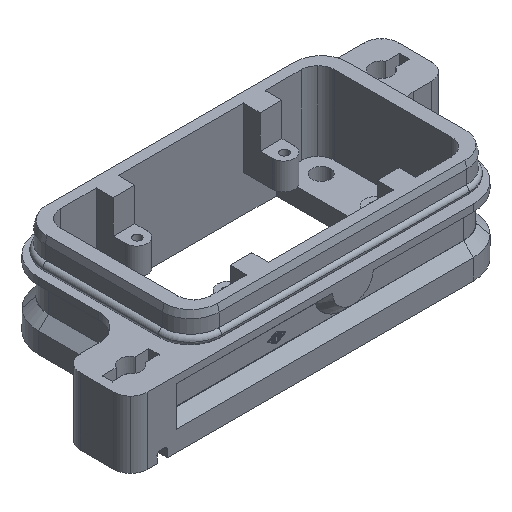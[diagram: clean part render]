
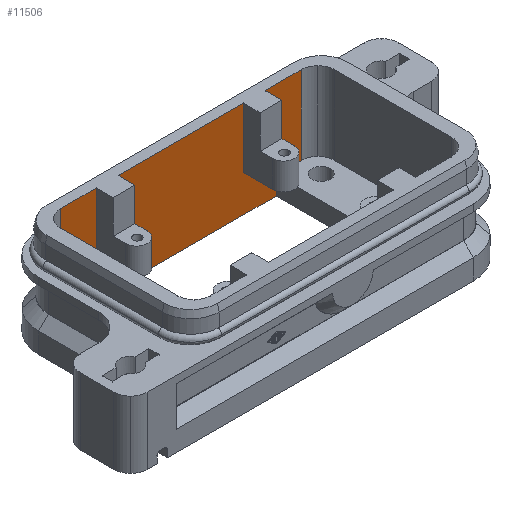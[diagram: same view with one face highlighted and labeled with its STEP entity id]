
A CAD part, isometric view. The second image highlights one B-rep face of the part: STEP entity #11506.
In plain terms, the highlighted planar face has unit normal (0, -1, 0).
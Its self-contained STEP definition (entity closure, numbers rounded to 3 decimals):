
#1520=CARTESIAN_POINT('',(-36.0,22.5,5.5));
#1521=VERTEX_POINT('',#1520);
#1529=CARTESIAN_POINT('',(-36.0,22.5,29.));
#1530=VERTEX_POINT('',#1529);
#1531=CARTESIAN_POINT('',(-36.0,22.5,5.5));
#1532=DIRECTION('',(0.0,0.0,1.0));
#1533=VECTOR('',#1532,23.5);
#1534=LINE('',#1531,#1533);
#1535=EDGE_CURVE('',#1521,#1530,#1534,.T.);
#8351=CARTESIAN_POINT('',(-18.75,22.5,11.0));
#8352=VERTEX_POINT('',#8351);
#8368=CARTESIAN_POINT('',(-25.25,22.5,11.0));
#8369=VERTEX_POINT('',#8368);
#8376=CARTESIAN_POINT('',(-25.25,22.5,11.0));
#8377=DIRECTION('',(1.0,0.0,0.0));
#8378=VECTOR('',#8377,6.5);
#8379=LINE('',#8376,#8378);
#8380=EDGE_CURVE('',#8369,#8352,#8379,.T.);
#8419=CARTESIAN_POINT('',(-25.25,22.5,29.));
#8420=VERTEX_POINT('',#8419);
#8427=CARTESIAN_POINT('',(-25.25,22.5,11.0));
#8428=DIRECTION('',(0.0,0.0,1.0));
#8429=VECTOR('',#8428,18.);
#8430=LINE('',#8427,#8429);
#8431=EDGE_CURVE('',#8369,#8420,#8430,.T.);
#8521=CARTESIAN_POINT('',(-28.5,22.5,0.0));
#8522=VERTEX_POINT('',#8521);
#8523=CARTESIAN_POINT('',(28.5,22.5,0.0));
#8524=VERTEX_POINT('',#8523);
#8525=CARTESIAN_POINT('',(-28.5,22.5,0.0));
#8526=DIRECTION('',(1.0,0.0,0.0));
#8527=VECTOR('',#8526,57.0);
#8528=LINE('',#8525,#8527);
#8529=EDGE_CURVE('',#8522,#8524,#8528,.T.);
#8641=CARTESIAN_POINT('',(-28.5,22.5,5.5));
#8642=VERTEX_POINT('',#8641);
#8649=CARTESIAN_POINT('',(-36.0,22.5,5.5));
#8650=DIRECTION('',(1.0,0.0,0.0));
#8651=VECTOR('',#8650,7.5);
#8652=LINE('',#8649,#8651);
#8653=EDGE_CURVE('',#1521,#8642,#8652,.T.);
#8684=CARTESIAN_POINT('',(-28.5,22.5,5.5));
#8685=DIRECTION('',(0.0,0.0,-1.0));
#8686=VECTOR('',#8685,5.5);
#8687=LINE('',#8684,#8686);
#8688=EDGE_CURVE('',#8642,#8522,#8687,.T.);
#8987=CARTESIAN_POINT('',(-18.75,22.5,29.));
#8988=VERTEX_POINT('',#8987);
#8995=CARTESIAN_POINT('',(18.75,22.5,29.));
#8996=VERTEX_POINT('',#8995);
#8997=CARTESIAN_POINT('',(18.75,22.5,29.));
#8998=DIRECTION('',(-1.0,0.0,0.0));
#8999=VECTOR('',#8998,37.5);
#9000=LINE('',#8997,#8999);
#9001=EDGE_CURVE('',#8996,#8988,#9000,.T.);
#9019=CARTESIAN_POINT('',(25.25,22.5,29.));
#9020=VERTEX_POINT('',#9019);
#9027=CARTESIAN_POINT('',(36.,22.5,29.));
#9028=VERTEX_POINT('',#9027);
#9029=CARTESIAN_POINT('',(36.,22.5,29.));
#9030=DIRECTION('',(-1.0,0.0,0.0));
#9031=VECTOR('',#9030,10.75);
#9032=LINE('',#9029,#9031);
#9033=EDGE_CURVE('',#9028,#9020,#9032,.T.);
#9116=CARTESIAN_POINT('',(-25.25,22.5,29.));
#9117=DIRECTION('',(-1.0,0.0,0.0));
#9118=VECTOR('',#9117,10.75);
#9119=LINE('',#9116,#9118);
#9120=EDGE_CURVE('',#8420,#1530,#9119,.T.);
#9249=CARTESIAN_POINT('',(-18.75,22.5,11.0));
#9250=DIRECTION('',(0.0,0.0,1.0));
#9251=VECTOR('',#9250,18.);
#9252=LINE('',#9249,#9251);
#9253=EDGE_CURVE('',#8352,#8988,#9252,.T.);
#11250=CARTESIAN_POINT('',(25.25,22.5,11.0));
#11251=VERTEX_POINT('',#11250);
#11267=CARTESIAN_POINT('',(18.75,22.5,11.0));
#11268=VERTEX_POINT('',#11267);
#11275=CARTESIAN_POINT('',(18.75,22.5,11.0));
#11276=DIRECTION('',(1.0,0.0,0.0));
#11277=VECTOR('',#11276,6.5);
#11278=LINE('',#11275,#11277);
#11279=EDGE_CURVE('',#11268,#11251,#11278,.T.);
#11386=CARTESIAN_POINT('',(18.75,22.5,11.0));
#11387=DIRECTION('',(0.0,0.0,1.0));
#11388=VECTOR('',#11387,18.);
#11389=LINE('',#11386,#11388);
#11390=EDGE_CURVE('',#11268,#8996,#11389,.T.);
#11416=CARTESIAN_POINT('',(36.,22.5,5.5));
#11417=VERTEX_POINT('',#11416);
#11425=CARTESIAN_POINT('',(28.5,22.5,5.5));
#11426=VERTEX_POINT('',#11425);
#11427=CARTESIAN_POINT('',(28.5,22.5,5.5));
#11428=DIRECTION('',(1.0,0.0,0.0));
#11429=VECTOR('',#11428,7.5);
#11430=LINE('',#11427,#11429);
#11431=EDGE_CURVE('',#11426,#11417,#11430,.T.);
#11462=CARTESIAN_POINT('',(28.5,22.5,0.0));
#11463=DIRECTION('',(0.0,0.0,1.0));
#11464=VECTOR('',#11463,5.5);
#11465=LINE('',#11462,#11464);
#11466=EDGE_CURVE('',#8524,#11426,#11465,.T.);
#11473=CARTESIAN_POINT('',(18.75,22.5,0.0));
#11474=DIRECTION('',(0.0,-1.0,0.0));
#11475=DIRECTION('',(0.0,0.0,-1.0));
#11476=AXIS2_PLACEMENT_3D('',#11473,#11474,#11475);
#11477=PLANE('',#11476);
#11478=ORIENTED_EDGE('',*,*,#8529,.T.);
#11479=ORIENTED_EDGE('',*,*,#11466,.T.);
#11480=ORIENTED_EDGE('',*,*,#11431,.T.);
#11481=CARTESIAN_POINT('',(36.,22.5,29.));
#11482=DIRECTION('',(0.0,0.0,-1.0));
#11483=VECTOR('',#11482,23.5);
#11484=LINE('',#11481,#11483);
#11485=EDGE_CURVE('',#9028,#11417,#11484,.T.);
#11486=ORIENTED_EDGE('',*,*,#11485,.F.);
#11487=ORIENTED_EDGE('',*,*,#9033,.T.);
#11488=CARTESIAN_POINT('',(25.25,22.5,11.0));
#11489=DIRECTION('',(0.0,0.0,1.0));
#11490=VECTOR('',#11489,18.);
#11491=LINE('',#11488,#11490);
#11492=EDGE_CURVE('',#11251,#9020,#11491,.T.);
#11493=ORIENTED_EDGE('',*,*,#11492,.F.);
#11494=ORIENTED_EDGE('',*,*,#11279,.F.);
#11495=ORIENTED_EDGE('',*,*,#11390,.T.);
#11496=ORIENTED_EDGE('',*,*,#9001,.T.);
#11497=ORIENTED_EDGE('',*,*,#9253,.F.);
#11498=ORIENTED_EDGE('',*,*,#8380,.F.);
#11499=ORIENTED_EDGE('',*,*,#8431,.T.);
#11500=ORIENTED_EDGE('',*,*,#9120,.T.);
#11501=ORIENTED_EDGE('',*,*,#1535,.F.);
#11502=ORIENTED_EDGE('',*,*,#8653,.T.);
#11503=ORIENTED_EDGE('',*,*,#8688,.T.);
#11504=EDGE_LOOP('',(#11478,#11479,#11480,#11486,#11487,#11493,#11494,#11495,#11496,#11497,#11498,#11499,#11500,#11501,#11502,#11503));
#11505=FACE_OUTER_BOUND('',#11504,.T.);
#11506=ADVANCED_FACE('',(#11505),#11477,.T.);
